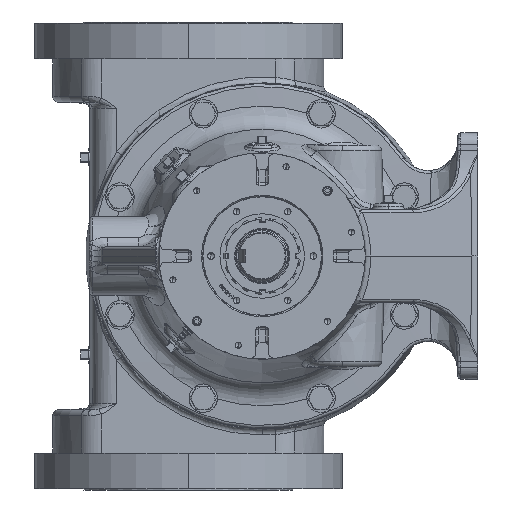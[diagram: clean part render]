
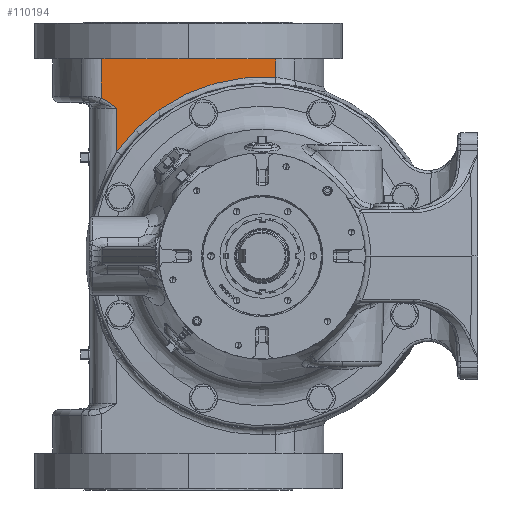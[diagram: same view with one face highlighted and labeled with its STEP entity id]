
A CAD part, left-side view. The second image highlights one B-rep face of the part: STEP entity #110194.
In plain terms, the highlighted planar face has unit normal (-1, 0, 0).
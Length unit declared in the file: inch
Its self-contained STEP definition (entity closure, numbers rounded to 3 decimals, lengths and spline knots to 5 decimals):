
#3741 = CIRCLE ( 'NONE', #44697, 7.26578 ) ;
#8944 = PLANE ( 'NONE',  #178339 ) ;
#10406 = VECTOR ( 'NONE', #205044, 39.37008 ) ;
#11470 = CARTESIAN_POINT ( 'NONE',  ( 0.865, -0.54251, 8.74 ) ) ;
#16657 = CARTESIAN_POINT ( 'NONE',  ( 0.865, 6.54251, 6.41306 ) ) ;
#16772 = DIRECTION ( 'NONE',  ( 0., 0., -1. ) ) ;
#22441 = EDGE_CURVE ( 'NONE', #53677, #29240, #117795, .T. ) ;
#22705 = VERTEX_POINT ( 'NONE', #94455 ) ;
#28709 = VERTEX_POINT ( 'NONE', #144106 ) ;
#29240 = VERTEX_POINT ( 'NONE', #16657 ) ;
#30800 = CARTESIAN_POINT ( 'NONE',  ( 0.865, 5.96451, 6.04199 ) ) ;
#33131 = CARTESIAN_POINT ( 'NONE',  ( 0.865, 6.02693, 6.09274 ) ) ;
#33180 = DIRECTION ( 'NONE',  ( 0., 0., -1. ) ) ;
#36254 = CARTESIAN_POINT ( 'NONE',  ( 0.865, -0.42893, 8. ) ) ;
#37135 = VERTEX_POINT ( 'NONE', #128767 ) ;
#39584 = CARTESIAN_POINT ( 'NONE',  ( 0.865, 6.54251, 8. ) ) ;
#41731 = ORIENTED_EDGE ( 'NONE', *, *, #136148, .F. ) ;
#44697 = AXIS2_PLACEMENT_3D ( 'NONE', #213441, #70566, #16772 ) ;
#44877 = ORIENTED_EDGE ( 'NONE', *, *, #68676, .F. ) ;
#45462 = VECTOR ( 'NONE', #173300, 39.37008 ) ;
#45463 = DIRECTION ( 'NONE',  ( 0., -1., 0. ) ) ;
#49216 = ORIENTED_EDGE ( 'NONE', *, *, #22441, .T. ) ;
#53677 = VERTEX_POINT ( 'NONE', #39584 ) ;
#54751 = CARTESIAN_POINT ( 'NONE',  ( 0.865, 6.42893, 8. ) ) ;
#56371 = ORIENTED_EDGE ( 'NONE', *, *, #221487, .T. ) ;
#58401 = ORIENTED_EDGE ( 'NONE', *, *, #118927, .T. ) ;
#60405 = CARTESIAN_POINT ( 'NONE',  ( 0.865, -0.54251, 7.2455 ) ) ;
#61371 = VECTOR ( 'NONE', #206446, 39.37008 ) ;
#62154 = LINE ( 'NONE', #134144, #85415 ) ;
#68676 = EDGE_CURVE ( 'NONE', #37135, #169210, #210503, .T. ) ;
#70566 = DIRECTION ( 'NONE',  ( 1., 0., 0. ) ) ;
#75274 = LINE ( 'NONE', #97234, #61371 ) ;
#80201 = CARTESIAN_POINT ( 'NONE',  ( 0.865, 5.90249, 8.4321 ) ) ;
#80546 = LINE ( 'NONE', #151337, #147531 ) ;
#83371 = CARTESIAN_POINT ( 'NONE',  ( 0.865, 6.48194, 6.38955 ) ) ;
#84350 = EDGE_CURVE ( 'NONE', #53677, #170571, #75274, .T. ) ;
#85415 = VECTOR ( 'NONE', #225983, 39.37008 ) ;
#87091 = EDGE_CURVE ( 'NONE', #28709, #22705, #207781, .T. ) ;
#94455 = CARTESIAN_POINT ( 'NONE',  ( 0.865, 5.90249, 4.23701 ) ) ;
#96559 = VERTEX_POINT ( 'NONE', #36254 ) ;
#97234 = CARTESIAN_POINT ( 'NONE',  ( 0.865, 5.90249, 8. ) ) ;
#104182 = CARTESIAN_POINT ( 'NONE',  ( 0.865, 5.90249, 5.9908 ) ) ;
#107964 = ORIENTED_EDGE ( 'NONE', *, *, #84350, .F. ) ;
#110194 = ADVANCED_FACE ( 'Defeatured_0_550', ( #199966 ), #8944, .F. ) ;
#117795 = LINE ( 'NONE', #188726, #10406 ) ;
#118927 = EDGE_CURVE ( 'NONE', #22705, #169210, #3741, .T. ) ;
#121560 = CARTESIAN_POINT ( 'NONE',  ( 0.865, 6.25878, 6.26453 ) ) ;
#126352 = B_SPLINE_CURVE_WITH_KNOTS ( 'NONE', 3,
 ( #226291, #83371, #229744, #139035, #121560, #137876, #154180, #33131, #190215, #30800, #208833, #175060, #172783, #155340, #104182 ),
 .UNSPECIFIED., .F., .F.,
 ( 4, 2, 2, 2, 2, 1, 2, 4 ),
 ( 0., 0.00487, 0.00974, 0.01461, 0.01704, 0.01826, 0.01887, 0.01947 ),
 .UNSPECIFIED. ) ;
#128767 = CARTESIAN_POINT ( 'NONE',  ( 0.865, -0.54251, 8. ) ) ;
#128991 = DIRECTION ( 'NONE',  ( 0., 0., -1. ) ) ;
#134144 = CARTESIAN_POINT ( 'NONE',  ( 0.865, 5.90249, 8. ) ) ;
#135987 = VECTOR ( 'NONE', #33180, 39.37008 ) ;
#136148 = EDGE_CURVE ( 'NONE', #96559, #37135, #80546, .T. ) ;
#137876 = CARTESIAN_POINT ( 'NONE',  ( 0.865, 6.15379, 6.19133 ) ) ;
#139035 = CARTESIAN_POINT ( 'NONE',  ( 0.865, 6.31259, 6.29899 ) ) ;
#140990 = EDGE_CURVE ( 'NONE', #170571, #96559, #62154, .T. ) ;
#141582 = EDGE_LOOP ( 'NONE', ( #107964, #49216, #56371, #229197, #58401, #44877, #41731, #214578 ) ) ;
#144106 = CARTESIAN_POINT ( 'NONE',  ( 0.865, 5.90249, 5.9908 ) ) ;
#147531 = VECTOR ( 'NONE', #45463, 39.37008 ) ;
#148722 = DIRECTION ( 'NONE',  ( 1., 0., 0. ) ) ;
#151337 = CARTESIAN_POINT ( 'NONE',  ( 0.865, 5.90249, 8. ) ) ;
#154180 = CARTESIAN_POINT ( 'NONE',  ( 0.865, 6.10262, 6.15258 ) ) ;
#155340 = CARTESIAN_POINT ( 'NONE',  ( 0.865, 5.90864, 5.99589 ) ) ;
#169210 = VERTEX_POINT ( 'NONE', #60405 ) ;
#170571 = VERTEX_POINT ( 'NONE', #54751 ) ;
#172783 = CARTESIAN_POINT ( 'NONE',  ( 0.865, 5.91487, 6.00105 ) ) ;
#173300 = DIRECTION ( 'NONE',  ( 0., 0., -1. ) ) ;
#175060 = CARTESIAN_POINT ( 'NONE',  ( 0.865, 5.92727, 6.0113 ) ) ;
#178339 = AXIS2_PLACEMENT_3D ( 'NONE', #80201, #148722, #128991 ) ;
#188726 = CARTESIAN_POINT ( 'NONE',  ( 0.865, 6.54251, 8.74 ) ) ;
#190215 = CARTESIAN_POINT ( 'NONE',  ( 0.865, 6.00189, 6.07252 ) ) ;
#199966 = FACE_OUTER_BOUND ( 'NONE', #141582, .T. ) ;
#205044 = DIRECTION ( 'NONE',  ( 0., 0., -1. ) ) ;
#206446 = DIRECTION ( 'NONE',  ( 0., -1., 0. ) ) ;
#207781 = LINE ( 'NONE', #210054, #135987 ) ;
#208833 = CARTESIAN_POINT ( 'NONE',  ( 0.865, 5.94587, 6.02667 ) ) ;
#210054 = CARTESIAN_POINT ( 'NONE',  ( 0.865, 5.90249, 8.4321 ) ) ;
#210503 = LINE ( 'NONE', #11470, #45462 ) ;
#213441 = CARTESIAN_POINT ( 'NONE',  ( 0.865, 0., 0. ) ) ;
#214578 = ORIENTED_EDGE ( 'NONE', *, *, #140990, .F. ) ;
#221487 = EDGE_CURVE ( 'NONE', #29240, #28709, #126352, .T. ) ;
#225983 = DIRECTION ( 'NONE',  ( 0., -1., 0. ) ) ;
#226291 = CARTESIAN_POINT ( 'NONE',  ( 0.865, 6.54251, 6.41306 ) ) ;
#229197 = ORIENTED_EDGE ( 'NONE', *, *, #87091, .T. ) ;
#229744 = CARTESIAN_POINT ( 'NONE',  ( 0.865, 6.42418, 6.36149 ) ) ;
